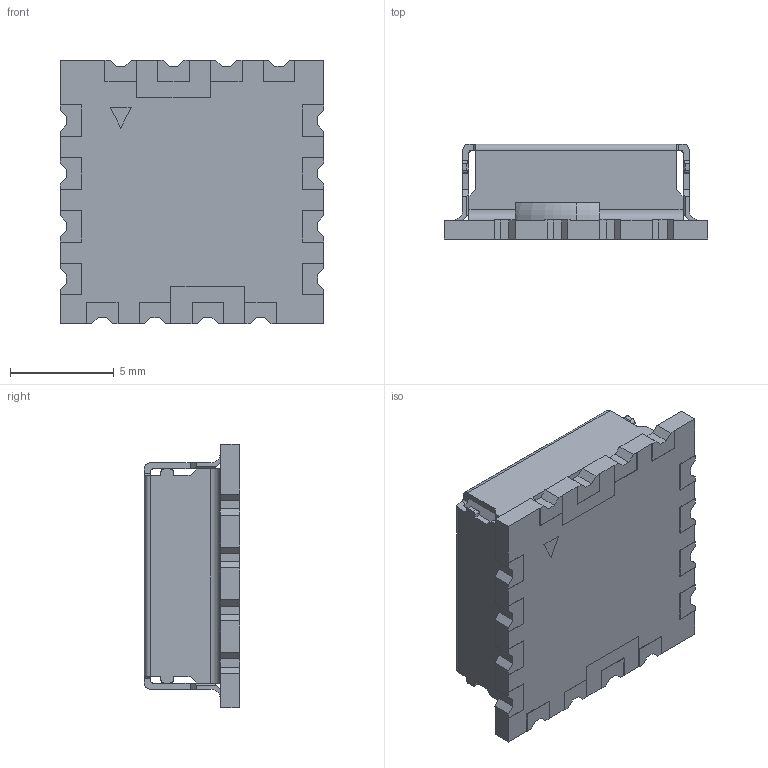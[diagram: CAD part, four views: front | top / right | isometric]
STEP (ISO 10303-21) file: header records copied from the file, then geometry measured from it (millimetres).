
FILE_DESCRIPTION (( 'STEP AP214' ), '1' );
FILE_NAME ('CK1246_STEP.STEP', '2024-12-06T09:00:16', ( '' ), ( '' ), 'SwSTEP 2.0', 'SolidWorks 2023', '' );
FILE_SCHEMA (( 'AUTOMOTIVE_DESIGN' ));
Length unit declared in the file: millimetre
Products named in the file (1): CK1246_STEP
Bounding box: 12.7 x 4.59 x 12.7 mm (x, y, z)
Volume: 288.9 mm3; surface area: 882.7 mm2
Topology: 1 solids, 1 shells, 709 faces, 2066 edges, 1378 vertices
Faces by surface type: plane 643, cylinder 32, bspline 32, torus 2
Entity records: 24969 total; most frequent: CARTESIAN_POINT 6326, ORIENTED_EDGE 4132, DIRECTION 3420, EDGE_CURVE 2066, VECTOR 1916, LINE 1916, VERTEX_POINT 1378, AXIS2_PLACEMENT_3D 752
